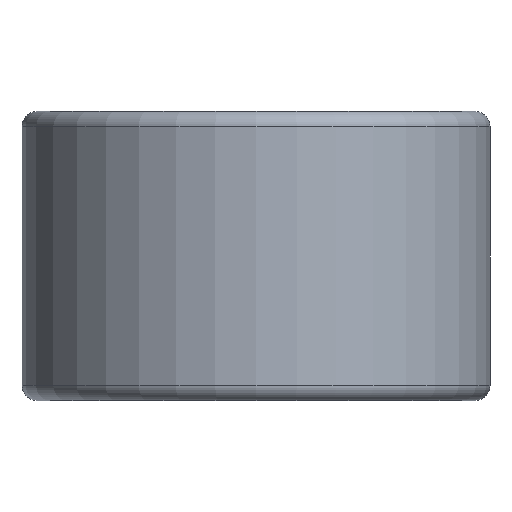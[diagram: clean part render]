
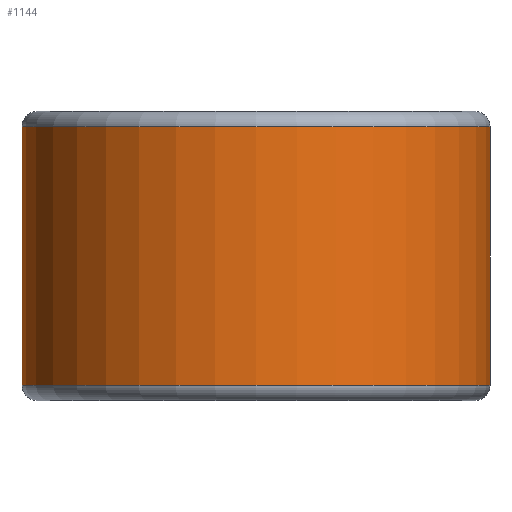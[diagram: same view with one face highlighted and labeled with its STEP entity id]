
A CAD part, front view. The second image highlights one B-rep face of the part: STEP entity #1144.
In plain terms, the highlighted cylindrical face has radius 11.506 mm (diameter 23.012 mm), a partial arc.
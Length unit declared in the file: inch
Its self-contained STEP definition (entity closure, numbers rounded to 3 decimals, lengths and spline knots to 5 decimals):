
#82 = ORIENTED_EDGE ( 'NONE', *, *, #1009, .F. ) ;
#265 = CIRCLE ( 'NONE', #869, 0.453 ) ;
#283 = VERTEX_POINT ( 'NONE', #2534 ) ;
#300 = VERTEX_POINT ( 'NONE', #683 ) ;
#470 = AXIS2_PLACEMENT_3D ( 'NONE', #1930, #705, #2140 ) ;
#615 = DIRECTION ( 'NONE',  ( 0., 0., 1. ) ) ;
#670 = ORIENTED_EDGE ( 'NONE', *, *, #980, .T. ) ;
#683 = CARTESIAN_POINT ( 'NONE',  ( -0.078, -1.25, -0.25 ) ) ;
#705 = DIRECTION ( 'NONE',  ( 0., 0., 1. ) ) ;
#744 = DIRECTION ( 'NONE',  ( 0., 0., 1. ) ) ;
#869 = AXIS2_PLACEMENT_3D ( 'NONE', #1841, #615, #2048 ) ;
#904 = DIRECTION ( 'NONE',  ( 0., 0., -1. ) ) ;
#937 = CARTESIAN_POINT ( 'NONE',  ( 0.828, -1.25, 0.25 ) ) ;
#946 = CARTESIAN_POINT ( 'NONE',  ( 0.375, -1.25, 0. ) ) ;
#980 = EDGE_CURVE ( 'NONE', #2317, #300, #1602, .T. ) ;
#1009 = EDGE_CURVE ( 'NONE', #2317, #2511, #2095, .T. ) ;
#1070 = FACE_OUTER_BOUND ( 'NONE', #2425, .T. ) ;
#1144 = ADVANCED_FACE ( 'NONE', ( #1070 ), #2381, .T. ) ;
#1224 = AXIS2_PLACEMENT_3D ( 'NONE', #946, #744, #2185 ) ;
#1315 = ORIENTED_EDGE ( 'NONE', *, *, #2217, .T. ) ;
#1459 = CARTESIAN_POINT ( 'NONE',  ( -0.078, -1.25, 0.25 ) ) ;
#1518 = LINE ( 'NONE', #1941, #2005 ) ;
#1602 = LINE ( 'NONE', #2131, #2167 ) ;
#1833 = EDGE_CURVE ( 'NONE', #283, #2511, #1518, .T. ) ;
#1841 = CARTESIAN_POINT ( 'NONE',  ( 0.375, -1.25, -0.25 ) ) ;
#1930 = CARTESIAN_POINT ( 'NONE',  ( 0.375, -1.25, 0.25 ) ) ;
#1941 = CARTESIAN_POINT ( 'NONE',  ( 0.828, -1.25, 0. ) ) ;
#2005 = VECTOR ( 'NONE', #2152, 39.37008 ) ;
#2048 = DIRECTION ( 'NONE',  ( 1., 0., 0. ) ) ;
#2079 = ORIENTED_EDGE ( 'NONE', *, *, #1833, .T. ) ;
#2095 = CIRCLE ( 'NONE', #470, 0.453 ) ;
#2131 = CARTESIAN_POINT ( 'NONE',  ( -0.078, -1.25, 0.25 ) ) ;
#2140 = DIRECTION ( 'NONE',  ( 1., 0., 0. ) ) ;
#2152 = DIRECTION ( 'NONE',  ( 0., 0., 1. ) ) ;
#2167 = VECTOR ( 'NONE', #904, 39.37008 ) ;
#2185 = DIRECTION ( 'NONE',  ( 1., 0., 0. ) ) ;
#2217 = EDGE_CURVE ( 'NONE', #300, #283, #265, .T. ) ;
#2317 = VERTEX_POINT ( 'NONE', #1459 ) ;
#2381 = CYLINDRICAL_SURFACE ( 'NONE', #1224, 0.453 ) ;
#2425 = EDGE_LOOP ( 'NONE', ( #1315, #2079, #82, #670 ) ) ;
#2511 = VERTEX_POINT ( 'NONE', #937 ) ;
#2534 = CARTESIAN_POINT ( 'NONE',  ( 0.828, -1.25, -0.25 ) ) ;
